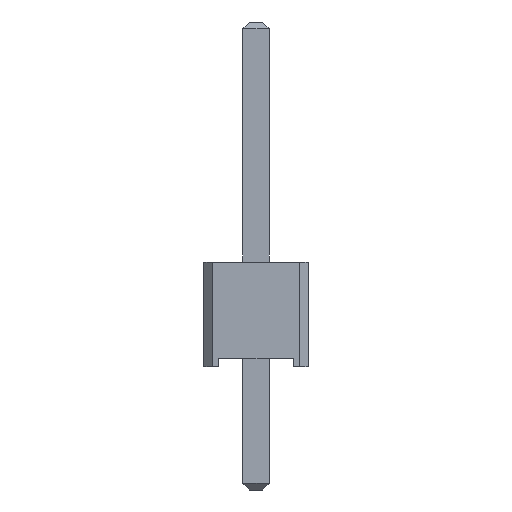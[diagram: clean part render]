
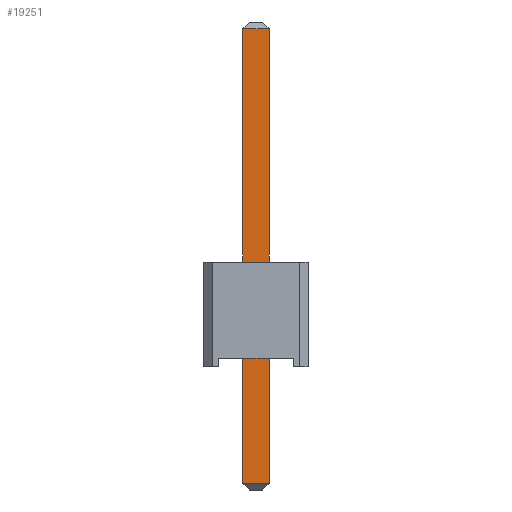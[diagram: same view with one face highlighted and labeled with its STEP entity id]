
A CAD part, left-side view. The second image highlights one B-rep face of the part: STEP entity #19251.
In plain terms, the highlighted planar face has unit normal (-1, 0, 0).
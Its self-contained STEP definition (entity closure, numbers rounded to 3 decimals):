
#19135 = EDGE_CURVE('',#19136,#19138,#19140,.T.);
#19136 = VERTEX_POINT('',#19137);
#19137 = CARTESIAN_POINT('',(-0.32,0.32,-2.84));
#19138 = VERTEX_POINT('',#19139);
#19139 = CARTESIAN_POINT('',(-0.32,0.32,8.22));
#19140 = SURFACE_CURVE('',#19141,(#19145,#19157),.PCURVE_S1.);
#19141 = LINE('',#19142,#19143);
#19142 = CARTESIAN_POINT('',(-0.32,0.32,-3.));
#19143 = VECTOR('',#19144,1.);
#19144 = DIRECTION('',(0.,0.,1.));
#19145 = PCURVE('',#19146,#19151);
#19146 = PLANE('',#19147);
#19147 = AXIS2_PLACEMENT_3D('',#19148,#19149,#19150);
#19148 = CARTESIAN_POINT('',(-0.32,0.32,-3.));
#19149 = DIRECTION('',(0.,1.,0.));
#19150 = DIRECTION('',(1.,0.,0.));
#19151 = DEFINITIONAL_REPRESENTATION('',(#19152),#19156);
#19152 = LINE('',#19153,#19154);
#19153 = CARTESIAN_POINT('',(0.,0.));
#19154 = VECTOR('',#19155,1.);
#19155 = DIRECTION('',(0.,-1.));
#19156 = ( GEOMETRIC_REPRESENTATION_CONTEXT(2) 
PARAMETRIC_REPRESENTATION_CONTEXT() REPRESENTATION_CONTEXT('2D SPACE',''
  ) );
#19157 = PCURVE('',#19158,#19163);
#19158 = PLANE('',#19159);
#19159 = AXIS2_PLACEMENT_3D('',#19160,#19161,#19162);
#19160 = CARTESIAN_POINT('',(-0.32,-0.32,-3.));
#19161 = DIRECTION('',(-1.,0.,0.));
#19162 = DIRECTION('',(0.,1.,0.));
#19163 = DEFINITIONAL_REPRESENTATION('',(#19164),#19168);
#19164 = LINE('',#19165,#19166);
#19165 = CARTESIAN_POINT('',(0.64,0.));
#19166 = VECTOR('',#19167,1.);
#19167 = DIRECTION('',(0.,-1.));
#19168 = ( GEOMETRIC_REPRESENTATION_CONTEXT(2) 
PARAMETRIC_REPRESENTATION_CONTEXT() REPRESENTATION_CONTEXT('2D SPACE',''
  ) );
#19251 = ADVANCED_FACE('',(#19252),#19158,.T.);
#19252 = FACE_BOUND('',#19253,.T.);
#19253 = EDGE_LOOP('',(#19254,#19284,#19310,#19311));
#19254 = ORIENTED_EDGE('',*,*,#19255,.T.);
#19255 = EDGE_CURVE('',#19256,#19258,#19260,.T.);
#19256 = VERTEX_POINT('',#19257);
#19257 = CARTESIAN_POINT('',(-0.32,-0.32,-2.84));
#19258 = VERTEX_POINT('',#19259);
#19259 = CARTESIAN_POINT('',(-0.32,-0.32,8.22));
#19260 = SURFACE_CURVE('',#19261,(#19265,#19272),.PCURVE_S1.);
#19261 = LINE('',#19262,#19263);
#19262 = CARTESIAN_POINT('',(-0.32,-0.32,-3.));
#19263 = VECTOR('',#19264,1.);
#19264 = DIRECTION('',(0.,0.,1.));
#19265 = PCURVE('',#19158,#19266);
#19266 = DEFINITIONAL_REPRESENTATION('',(#19267),#19271);
#19267 = LINE('',#19268,#19269);
#19268 = CARTESIAN_POINT('',(0.,0.));
#19269 = VECTOR('',#19270,1.);
#19270 = DIRECTION('',(0.,-1.));
#19271 = ( GEOMETRIC_REPRESENTATION_CONTEXT(2) 
PARAMETRIC_REPRESENTATION_CONTEXT() REPRESENTATION_CONTEXT('2D SPACE',''
  ) );
#19272 = PCURVE('',#19273,#19278);
#19273 = PLANE('',#19274);
#19274 = AXIS2_PLACEMENT_3D('',#19275,#19276,#19277);
#19275 = CARTESIAN_POINT('',(0.32,-0.32,-3.));
#19276 = DIRECTION('',(0.,-1.,0.));
#19277 = DIRECTION('',(-1.,0.,0.));
#19278 = DEFINITIONAL_REPRESENTATION('',(#19279),#19283);
#19279 = LINE('',#19280,#19281);
#19280 = CARTESIAN_POINT('',(0.64,0.));
#19281 = VECTOR('',#19282,1.);
#19282 = DIRECTION('',(0.,-1.));
#19283 = ( GEOMETRIC_REPRESENTATION_CONTEXT(2) 
PARAMETRIC_REPRESENTATION_CONTEXT() REPRESENTATION_CONTEXT('2D SPACE',''
  ) );
#19284 = ORIENTED_EDGE('',*,*,#19285,.T.);
#19285 = EDGE_CURVE('',#19258,#19138,#19286,.T.);
#19286 = SURFACE_CURVE('',#19287,(#19291,#19298),.PCURVE_S1.);
#19287 = LINE('',#19288,#19289);
#19288 = CARTESIAN_POINT('',(-0.32,-0.32,8.22));
#19289 = VECTOR('',#19290,1.);
#19290 = DIRECTION('',(0.,1.,0.));
#19291 = PCURVE('',#19158,#19292);
#19292 = DEFINITIONAL_REPRESENTATION('',(#19293),#19297);
#19293 = LINE('',#19294,#19295);
#19294 = CARTESIAN_POINT('',(0.,-11.22));
#19295 = VECTOR('',#19296,1.);
#19296 = DIRECTION('',(1.,0.));
#19297 = ( GEOMETRIC_REPRESENTATION_CONTEXT(2) 
PARAMETRIC_REPRESENTATION_CONTEXT() REPRESENTATION_CONTEXT('2D SPACE',''
  ) );
#19298 = PCURVE('',#19299,#19304);
#19299 = PLANE('',#19300);
#19300 = AXIS2_PLACEMENT_3D('',#19301,#19302,#19303);
#19301 = CARTESIAN_POINT('',(-0.24,-0.32,8.3));
#19302 = DIRECTION('',(-0.707,0.,
    0.707));
#19303 = DIRECTION('',(0.,-1.,0.));
#19304 = DEFINITIONAL_REPRESENTATION('',(#19305),#19309);
#19305 = LINE('',#19306,#19307);
#19306 = CARTESIAN_POINT('',(0.,-0.113));
#19307 = VECTOR('',#19308,1.);
#19308 = DIRECTION('',(-1.,0.));
#19309 = ( GEOMETRIC_REPRESENTATION_CONTEXT(2) 
PARAMETRIC_REPRESENTATION_CONTEXT() REPRESENTATION_CONTEXT('2D SPACE',''
  ) );
#19310 = ORIENTED_EDGE('',*,*,#19135,.F.);
#19311 = ORIENTED_EDGE('',*,*,#19312,.F.);
#19312 = EDGE_CURVE('',#19256,#19136,#19313,.T.);
#19313 = SURFACE_CURVE('',#19314,(#19318,#19325),.PCURVE_S1.);
#19314 = LINE('',#19315,#19316);
#19315 = CARTESIAN_POINT('',(-0.32,-0.32,-2.84));
#19316 = VECTOR('',#19317,1.);
#19317 = DIRECTION('',(0.,1.,0.));
#19318 = PCURVE('',#19158,#19319);
#19319 = DEFINITIONAL_REPRESENTATION('',(#19320),#19324);
#19320 = LINE('',#19321,#19322);
#19321 = CARTESIAN_POINT('',(0.,-0.16));
#19322 = VECTOR('',#19323,1.);
#19323 = DIRECTION('',(1.,0.));
#19324 = ( GEOMETRIC_REPRESENTATION_CONTEXT(2) 
PARAMETRIC_REPRESENTATION_CONTEXT() REPRESENTATION_CONTEXT('2D SPACE',''
  ) );
#19325 = PCURVE('',#19326,#19331);
#19326 = PLANE('',#19327);
#19327 = AXIS2_PLACEMENT_3D('',#19328,#19329,#19330);
#19328 = CARTESIAN_POINT('',(-0.24,-0.32,-2.92));
#19329 = DIRECTION('',(0.707,0.,0.707));
#19330 = DIRECTION('',(0.,-1.,0.));
#19331 = DEFINITIONAL_REPRESENTATION('',(#19332),#19336);
#19332 = LINE('',#19333,#19334);
#19333 = CARTESIAN_POINT('',(0.,-0.113));
#19334 = VECTOR('',#19335,1.);
#19335 = DIRECTION('',(-1.,0.));
#19336 = ( GEOMETRIC_REPRESENTATION_CONTEXT(2) 
PARAMETRIC_REPRESENTATION_CONTEXT() REPRESENTATION_CONTEXT('2D SPACE',''
  ) );
